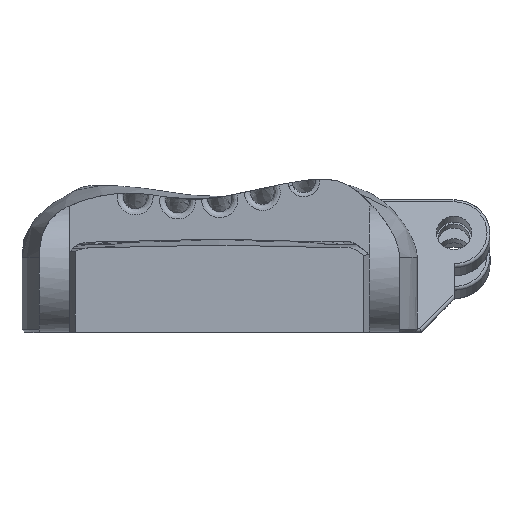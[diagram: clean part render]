
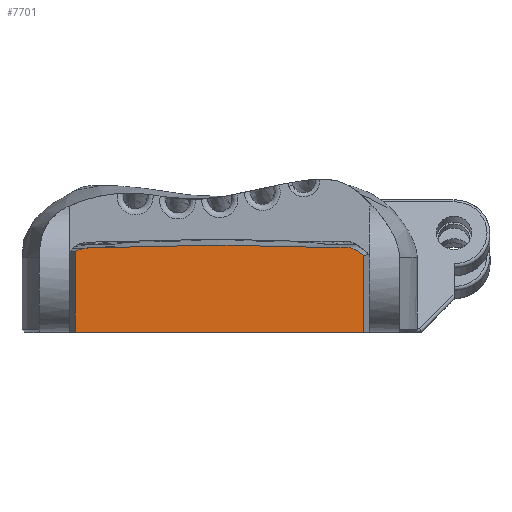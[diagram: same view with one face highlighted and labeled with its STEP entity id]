
A CAD part, top view. The second image highlights one B-rep face of the part: STEP entity #7701.
In plain terms, the highlighted planar face has unit normal (0, 0, 1).
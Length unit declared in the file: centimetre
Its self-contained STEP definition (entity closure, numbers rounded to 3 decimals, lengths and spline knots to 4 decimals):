
#202=(
BOUNDED_CURVE()
B_SPLINE_CURVE(5,(#15806,#15807,#15808,#15809,#15810,#15811,#15812,#15813,
#15814,#15815,#15816,#15817,#15818,#15819,#15820,#15821,#15822,#15823,#15824,
#15825,#15826,#15827,#15828,#15829,#15830,#15831,#15832,#15833,#15834,#15835,
#15836,#15837,#15838),.UNSPECIFIED.,.F.,.F.)
B_SPLINE_CURVE_WITH_KNOTS((6,1,1,1,1,1,1,1,1,1,1,1,1,1,1,1,1,1,1,1,1,1,
1,1,1,1,1,1,6),(0.0424,0.0667,0.1,0.1333,
0.1667,0.2,0.2333,0.2667,0.3,0.3333,
0.3667,0.4,0.4333,0.4667,0.5,0.5333,
0.5667,0.6,0.6333,0.6667,0.7,0.7333,
0.7667,0.8,0.8333,0.8667,0.9,0.9333,
0.9479),.UNSPECIFIED.)
CURVE()
GEOMETRIC_REPRESENTATION_ITEM()
RATIONAL_B_SPLINE_CURVE((1.,1.,1.,1.,1.,1.,1.,1.,1.,1.,1.,1.,1.,1.,1.,1.,
1.,1.,1.,1.,1.,1.,1.,1.,1.,1.,1.,1.,1.,1.,1.,1.,1.))
REPRESENTATION_ITEM('')
);
#707=LINE('',#15795,#1209);
#711=LINE('',#15802,#1213);
#712=LINE('',#15804,#1214);
#1209=VECTOR('',#8943,1.);
#1213=VECTOR('',#8949,1.);
#1214=VECTOR('',#8952,1.);
#1630=PLANE('',#8099);
#1822=FACE_OUTER_BOUND('',#2232,.T.);
#2232=EDGE_LOOP('',(#5535,#5536,#5537,#5538));
#3140=VERTEX_POINT('',#15792);
#3141=VERTEX_POINT('',#15794);
#3142=VERTEX_POINT('',#15798);
#3143=VERTEX_POINT('',#15800);
#4044=EDGE_CURVE('',#3141,#3140,#707,.T.);
#4048=EDGE_CURVE('',#3142,#3143,#711,.T.);
#4049=EDGE_CURVE('',#3143,#3141,#712,.T.);
#4050=EDGE_CURVE('',#3142,#3140,#202,.T.);
#5535=ORIENTED_EDGE('',*,*,#4044,.T.);
#5536=ORIENTED_EDGE('',*,*,#4050,.F.);
#5537=ORIENTED_EDGE('',*,*,#4048,.T.);
#5538=ORIENTED_EDGE('',*,*,#4049,.T.);
#7701=ADVANCED_FACE('',(#1822),#1630,.T.);
#8099=AXIS2_PLACEMENT_3D('',#15805,#8953,#8954);
#8943=DIRECTION('',(0.,1.,0.));
#8949=DIRECTION('',(0.,-1.,0.));
#8952=DIRECTION('',(1.,0.,0.));
#8953=DIRECTION('center_axis',(0.,0.,1.));
#8954=DIRECTION('ref_axis',(1.,0.,0.));
#15792=CARTESIAN_POINT('',(2.4,0.0289,5.9));
#15794=CARTESIAN_POINT('',(2.4,-1.25,5.9));
#15795=CARTESIAN_POINT('',(2.4,-1.05,5.9));
#15798=CARTESIAN_POINT('',(-2.4,0.0924,5.9));
#15800=CARTESIAN_POINT('',(-2.4,-1.25,5.9));
#15802=CARTESIAN_POINT('',(-2.4,-1.05,5.9));
#15804=CARTESIAN_POINT('',(-2.75,-1.25,5.9));
#15805=CARTESIAN_POINT('Origin',(-2.5,-1.1,5.9));
#15806=CARTESIAN_POINT('Ctrl Pts',(-2.4,0.0924,5.9));
#15807=CARTESIAN_POINT('Ctrl Pts',(-2.3806,0.1042,
5.9));
#15808=CARTESIAN_POINT('Ctrl Pts',(-2.3322,0.1267,
5.9));
#15809=CARTESIAN_POINT('Ctrl Pts',(-2.2544,0.144,
5.9));
#15810=CARTESIAN_POINT('Ctrl Pts',(-2.1832,0.146,
5.9));
#15811=CARTESIAN_POINT('Ctrl Pts',(-2.2122,0.1538,
5.9));
#15812=CARTESIAN_POINT('Ctrl Pts',(-2.1627,0.1593,
5.9));
#15813=CARTESIAN_POINT('Ctrl Pts',(-1.9854,0.1599,
5.9));
#15814=CARTESIAN_POINT('Ctrl Pts',(-1.7171,0.1563,
5.9));
#15815=CARTESIAN_POINT('Ctrl Pts',(-1.4317,0.1514,
5.9));
#15816=CARTESIAN_POINT('Ctrl Pts',(-1.2013,0.1486,
5.9));
#15817=CARTESIAN_POINT('Ctrl Pts',(-1.0091,0.1515,
5.9));
#15818=CARTESIAN_POINT('Ctrl Pts',(-0.8082,0.1606,
5.9));
#15819=CARTESIAN_POINT('Ctrl Pts',(-0.5983,0.1737,
5.9));
#15820=CARTESIAN_POINT('Ctrl Pts',(-0.3847,0.1875,
5.9));
#15821=CARTESIAN_POINT('Ctrl Pts',(-0.1813,0.198,
5.9));
#15822=CARTESIAN_POINT('Ctrl Pts',(0.0025,0.202,
5.9));
#15823=CARTESIAN_POINT('Ctrl Pts',(0.1759,0.198,
5.9));
#15824=CARTESIAN_POINT('Ctrl Pts',(0.3562,0.1874,
5.9));
#15825=CARTESIAN_POINT('Ctrl Pts',(0.5486,0.1735,5.9));
#15826=CARTESIAN_POINT('Ctrl Pts',(0.7556,0.1603,
5.9));
#15827=CARTESIAN_POINT('Ctrl Pts',(0.9764,0.1513,5.9));
#15828=CARTESIAN_POINT('Ctrl Pts',(1.2071,0.1488,5.9));
#15829=CARTESIAN_POINT('Ctrl Pts',(1.4485,0.1512,5.9));
#15830=CARTESIAN_POINT('Ctrl Pts',(1.6904,0.1563,5.9));
#15831=CARTESIAN_POINT('Ctrl Pts',(1.9041,0.1632,5.9));
#15832=CARTESIAN_POINT('Ctrl Pts',(2.0654,0.1687,5.9));
#15833=CARTESIAN_POINT('Ctrl Pts',(2.1674,0.1658,5.9));
#15834=CARTESIAN_POINT('Ctrl Pts',(2.2271,0.1441,5.9));
#15835=CARTESIAN_POINT('Ctrl Pts',(2.3017,0.1002,5.9));
#15836=CARTESIAN_POINT('Ctrl Pts',(2.3587,0.0609,
5.9));
#15837=CARTESIAN_POINT('Ctrl Pts',(2.3906,0.0364,
5.9));
#15838=CARTESIAN_POINT('Ctrl Pts',(2.4,0.0289,5.9));
